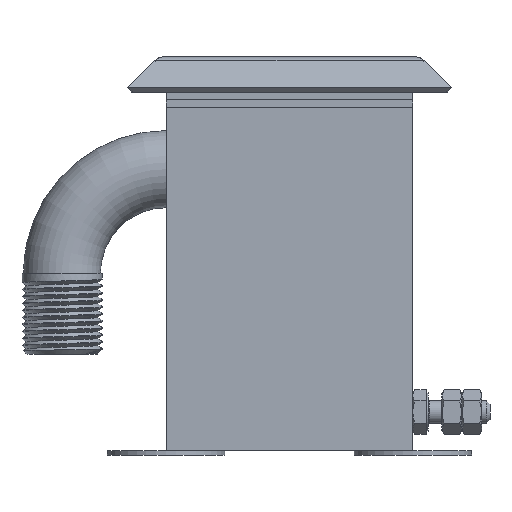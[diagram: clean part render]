
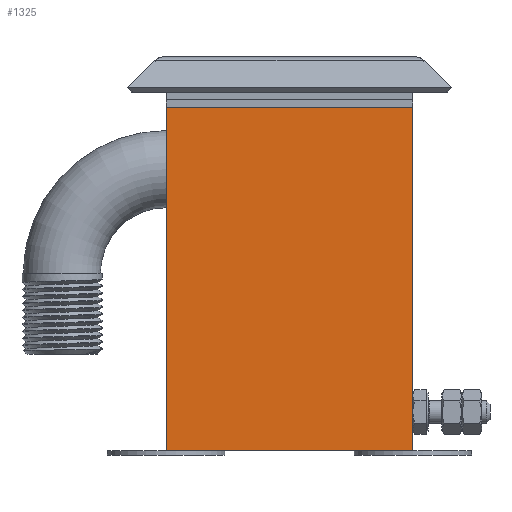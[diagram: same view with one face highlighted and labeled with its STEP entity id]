
A CAD part, left-side view. The second image highlights one B-rep face of the part: STEP entity #1325.
In plain terms, the highlighted planar face has unit normal (-1, 0, 0).
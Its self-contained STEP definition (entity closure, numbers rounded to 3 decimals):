
#1325=ADVANCED_FACE('',(#4740),#4742,.T.);
#4740=FACE_BOUND('',#4741,.T.);
#4741=EDGE_LOOP('',(#11573,#11574,#11575,#11576));
#4742=PLANE('',#4743);
#4743=AXIS2_PLACEMENT_3D('',#4744,#4745,#4746);
#4744=CARTESIAN_POINT('',(-200.,32.,0.));
#4745=DIRECTION('',(-1.,0.,0.));
#4746=DIRECTION('',(0.,-1.,0.));
#11573=ORIENTED_EDGE('',*,*,#12527,.T.);
#11574=ORIENTED_EDGE('',*,*,#12502,.T.);
#11575=ORIENTED_EDGE('',*,*,#12532,.F.);
#11576=ORIENTED_EDGE('',*,*,#12550,.F.);
#12502=EDGE_CURVE('',#13078,#13076,#13079,.T.);
#12527=EDGE_CURVE('',#13119,#13078,#13120,.T.);
#12532=EDGE_CURVE('',#13127,#13076,#13128,.T.);
#12550=EDGE_CURVE('',#13119,#13127,#13162,.T.);
#13076=VERTEX_POINT('',#15701);
#13078=VERTEX_POINT('',#15705);
#13079=LINE('',#15706,#15707);
#13119=VERTEX_POINT('',#16031);
#13120=LINE('',#16032,#16033);
#13127=VERTEX_POINT('',#16050);
#13128=LINE('',#16051,#16052);
#13162=LINE('',#16137,#16138);
#15701=CARTESIAN_POINT('',(-200.,-32.,89.));
#15705=CARTESIAN_POINT('',(-200.,-32.,0.));
#15706=CARTESIAN_POINT('',(-200.,-32.,0.));
#15707=VECTOR('',#15708,1.);
#15708=DIRECTION('',(0.,0.,1.));
#16031=CARTESIAN_POINT('',(-200.,32.,0.));
#16032=CARTESIAN_POINT('',(-200.,32.,0.));
#16033=VECTOR('',#16034,1.);
#16034=DIRECTION('',(0.,-1.,0.));
#16050=CARTESIAN_POINT('',(-200.,32.,89.));
#16051=CARTESIAN_POINT('',(-200.,32.,89.));
#16052=VECTOR('',#16053,1.);
#16053=DIRECTION('',(0.,-1.,0.));
#16137=CARTESIAN_POINT('',(-200.,32.,0.));
#16138=VECTOR('',#16139,1.);
#16139=DIRECTION('',(0.,0.,1.));
